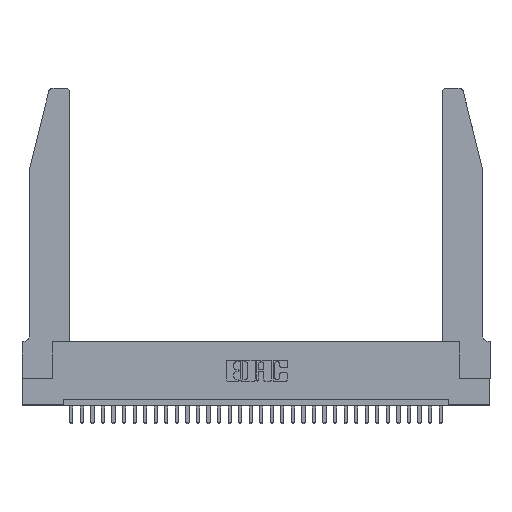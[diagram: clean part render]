
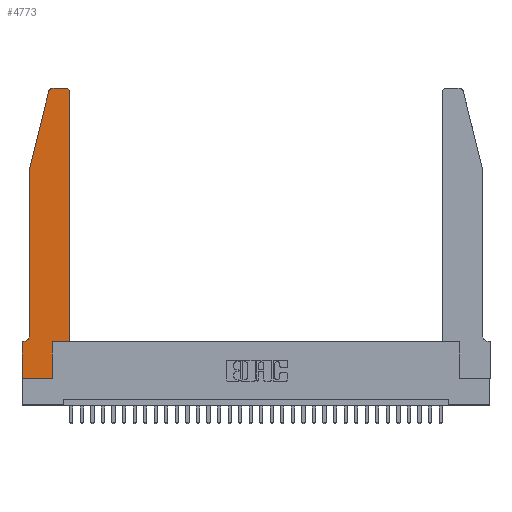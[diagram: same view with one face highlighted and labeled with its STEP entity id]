
A CAD part, top view. The second image highlights one B-rep face of the part: STEP entity #4773.
In plain terms, the highlighted planar face has unit normal (0, 0, 1).
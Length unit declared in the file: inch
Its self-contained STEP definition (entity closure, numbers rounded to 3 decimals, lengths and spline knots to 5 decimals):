
#848 = EDGE_CURVE ( 'NONE', #9772, #12886, #3887, .T. ) ;
#1023 = DIRECTION ( 'NONE',  ( -1., 0., 0. ) ) ;
#1328 = CARTESIAN_POINT ( 'NONE',  ( 0., 0.35, 0.37 ) ) ;
#1387 = CARTESIAN_POINT ( 'NONE',  ( 0.284, 2.75, 0.37 ) ) ;
#1945 = CIRCLE ( 'NONE', #25677, 0.07 ) ;
#2362 = EDGE_CURVE ( 'NONE', #25683, #13293, #19625, .T. ) ;
#2621 = ORIENTED_EDGE ( 'NONE', *, *, #2362, .T. ) ;
#2999 = LINE ( 'NONE', #11803, #18857 ) ;
#3203 = DIRECTION ( 'NONE',  ( 0., 0., 1. ) ) ;
#3451 = CIRCLE ( 'NONE', #22092, 0.03 ) ;
#3887 = LINE ( 'NONE', #5025, #30814 ) ;
#4773 = ADVANCED_FACE ( 'NONE', ( #9829 ), #13183, .T. ) ;
#4873 = VECTOR ( 'NONE', #11900, 39.37008 ) ;
#5008 = CARTESIAN_POINT ( 'NONE',  ( 0.4505, 0.35, 0.37 ) ) ;
#5025 = CARTESIAN_POINT ( 'NONE',  ( 0.0755, 2., 0.37 ) ) ;
#5053 = EDGE_CURVE ( 'NONE', #21669, #22355, #32350, .T. ) ;
#5321 = CARTESIAN_POINT ( 'NONE',  ( 0.0755, 2., 0.37 ) ) ;
#5678 = EDGE_CURVE ( 'NONE', #22355, #9205, #3451, .T. ) ;
#5698 = CARTESIAN_POINT ( 'NONE',  ( 0.0755, 0.42, 0.37 ) ) ;
#6167 = DIRECTION ( 'NONE',  ( 1., 0., 0. ) ) ;
#6516 = CARTESIAN_POINT ( 'NONE',  ( 0., 0., 0.37 ) ) ;
#6815 = VECTOR ( 'NONE', #17038, 39.37008 ) ;
#7376 = ORIENTED_EDGE ( 'NONE', *, *, #5053, .T. ) ;
#7544 = CARTESIAN_POINT ( 'NONE',  ( 0.0755, 2., 0.37 ) ) ;
#8663 = EDGE_CURVE ( 'NONE', #13293, #9772, #13531, .T. ) ;
#8919 = ORIENTED_EDGE ( 'NONE', *, *, #27805, .T. ) ;
#9205 = VERTEX_POINT ( 'NONE', #21219 ) ;
#9772 = VERTEX_POINT ( 'NONE', #5321 ) ;
#9829 = FACE_OUTER_BOUND ( 'NONE', #16597, .T. ) ;
#9910 = DIRECTION ( 'NONE',  ( -1., 0., 0. ) ) ;
#10038 = VERTEX_POINT ( 'NONE', #21543 ) ;
#10089 = DIRECTION ( 'NONE',  ( 0., 1., 0. ) ) ;
#10251 = ORIENTED_EDGE ( 'NONE', *, *, #20563, .T. ) ;
#10351 = CARTESIAN_POINT ( 'NONE',  ( 0.25487, 2.72718, 0.37 ) ) ;
#10424 = CARTESIAN_POINT ( 'NONE',  ( 0., 0.35, 0.37 ) ) ;
#10577 = VECTOR ( 'NONE', #10089, 39.37008 ) ;
#11505 = CARTESIAN_POINT ( 'NONE',  ( 0.4205, 2.72, 0.37 ) ) ;
#11514 = ORIENTED_EDGE ( 'NONE', *, *, #8663, .T. ) ;
#11700 = DIRECTION ( 'NONE',  ( -1., 0., 0. ) ) ;
#11803 = CARTESIAN_POINT ( 'NONE',  ( 0.0755, 0.35, 0.37 ) ) ;
#11900 = DIRECTION ( 'NONE',  ( 0., 1., 0. ) ) ;
#12506 = ORIENTED_EDGE ( 'NONE', *, *, #17903, .T. ) ;
#12773 = CARTESIAN_POINT ( 'NONE',  ( 0., 0., 0.37 ) ) ;
#12886 = VERTEX_POINT ( 'NONE', #5698 ) ;
#12964 = CARTESIAN_POINT ( 'NONE',  ( 0.2605, 2.75, 0.37 ) ) ;
#13183 = PLANE ( 'NONE',  #29030 ) ;
#13293 = VERTEX_POINT ( 'NONE', #10351 ) ;
#13522 = LINE ( 'NONE', #22405, #32526 ) ;
#13531 = LINE ( 'NONE', #7544, #6815 ) ;
#14206 = DIRECTION ( 'NONE',  ( 0., 0., 1. ) ) ;
#14499 = CARTESIAN_POINT ( 'NONE',  ( 0.0055, 0.35, 0.37 ) ) ;
#15007 = DIRECTION ( 'NONE',  ( 0., 0., -1. ) ) ;
#15320 = AXIS2_PLACEMENT_3D ( 'NONE', #32141, #14206, #31911 ) ;
#15442 = EDGE_CURVE ( 'NONE', #18037, #21193, #13522, .T. ) ;
#15642 = VERTEX_POINT ( 'NONE', #14499 ) ;
#16307 = LINE ( 'NONE', #6516, #29318 ) ;
#16597 = EDGE_LOOP ( 'NONE', ( #23543, #2621, #11514, #28107, #23671, #12506, #19211, #8919, #10251, #27387, #7376, #16878 ) ) ;
#16777 = CARTESIAN_POINT ( 'NONE',  ( 0.4505, 0.35, 0.37 ) ) ;
#16878 = ORIENTED_EDGE ( 'NONE', *, *, #5678, .T. ) ;
#17038 = DIRECTION ( 'NONE',  ( -0.239, -0.971, 0. ) ) ;
#17903 = EDGE_CURVE ( 'NONE', #15642, #18037, #2999, .T. ) ;
#18037 = VERTEX_POINT ( 'NONE', #1328 ) ;
#18777 = VECTOR ( 'NONE', #6167, 39.37008 ) ;
#18857 = VECTOR ( 'NONE', #11700, 39.37008 ) ;
#19073 = LINE ( 'NONE', #12964, #31333 ) ;
#19211 = ORIENTED_EDGE ( 'NONE', *, *, #15442, .T. ) ;
#19625 = CIRCLE ( 'NONE', #15320, 0.03 ) ;
#20563 = EDGE_CURVE ( 'NONE', #10038, #30528, #22303, .T. ) ;
#20975 = EDGE_CURVE ( 'NONE', #9205, #25683, #19073, .T. ) ;
#21193 = VERTEX_POINT ( 'NONE', #12773 ) ;
#21219 = CARTESIAN_POINT ( 'NONE',  ( 0.4205, 2.75, 0.37 ) ) ;
#21543 = CARTESIAN_POINT ( 'NONE',  ( 0.2865, 0., 0.37 ) ) ;
#21669 = VERTEX_POINT ( 'NONE', #16777 ) ;
#22092 = AXIS2_PLACEMENT_3D ( 'NONE', #11505, #23816, #31856 ) ;
#22303 = LINE ( 'NONE', #27040, #4873 ) ;
#22355 = VERTEX_POINT ( 'NONE', #24568 ) ;
#22405 = CARTESIAN_POINT ( 'NONE',  ( 0., 0., 0.37 ) ) ;
#22932 = DIRECTION ( 'NONE',  ( 0., -1., 0. ) ) ;
#23543 = ORIENTED_EDGE ( 'NONE', *, *, #20975, .T. ) ;
#23671 = ORIENTED_EDGE ( 'NONE', *, *, #28844, .T. ) ;
#23816 = DIRECTION ( 'NONE',  ( 0., 0., 1. ) ) ;
#24568 = CARTESIAN_POINT ( 'NONE',  ( 0.4505, 2.72, 0.37 ) ) ;
#25069 = CARTESIAN_POINT ( 'NONE',  ( 0.0055, 0.42, 0.37 ) ) ;
#25493 = EDGE_CURVE ( 'NONE', #30528, #21669, #29058, .T. ) ;
#25677 = AXIS2_PLACEMENT_3D ( 'NONE', #25069, #15007, #9910 ) ;
#25683 = VERTEX_POINT ( 'NONE', #1387 ) ;
#26505 = DIRECTION ( 'NONE',  ( 0., -1., 0. ) ) ;
#26522 = DIRECTION ( 'NONE',  ( 1., 0., 0. ) ) ;
#27040 = CARTESIAN_POINT ( 'NONE',  ( 0.2865, 0.35, 0.37 ) ) ;
#27387 = ORIENTED_EDGE ( 'NONE', *, *, #25493, .T. ) ;
#27805 = EDGE_CURVE ( 'NONE', #21193, #10038, #16307, .T. ) ;
#28107 = ORIENTED_EDGE ( 'NONE', *, *, #848, .T. ) ;
#28549 = DIRECTION ( 'NONE',  ( 1., 0., 0. ) ) ;
#28844 = EDGE_CURVE ( 'NONE', #12886, #15642, #1945, .T. ) ;
#29030 = AXIS2_PLACEMENT_3D ( 'NONE', #10424, #3203, #28549 ) ;
#29058 = LINE ( 'NONE', #31349, #18777 ) ;
#29318 = VECTOR ( 'NONE', #26522, 39.37008 ) ;
#30528 = VERTEX_POINT ( 'NONE', #32655 ) ;
#30814 = VECTOR ( 'NONE', #22932, 39.37008 ) ;
#31333 = VECTOR ( 'NONE', #1023, 39.37008 ) ;
#31349 = CARTESIAN_POINT ( 'NONE',  ( 0.4505, 0.35, 0.37 ) ) ;
#31856 = DIRECTION ( 'NONE',  ( 1., 0., 0. ) ) ;
#31911 = DIRECTION ( 'NONE',  ( 1., 0., 0. ) ) ;
#32141 = CARTESIAN_POINT ( 'NONE',  ( 0.284, 2.72, 0.37 ) ) ;
#32350 = LINE ( 'NONE', #5008, #10577 ) ;
#32526 = VECTOR ( 'NONE', #26505, 39.37008 ) ;
#32655 = CARTESIAN_POINT ( 'NONE',  ( 0.2865, 0.35, 0.37 ) ) ;
